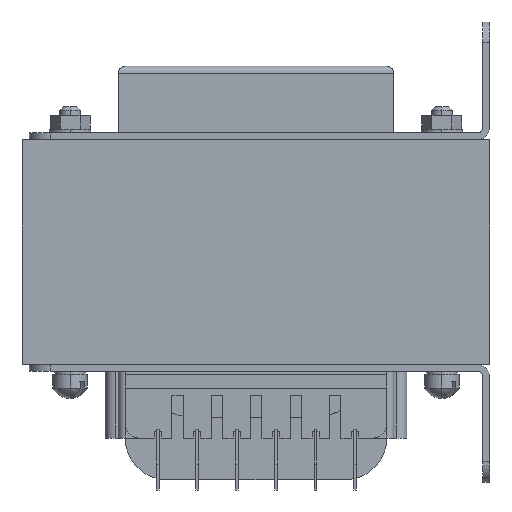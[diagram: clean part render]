
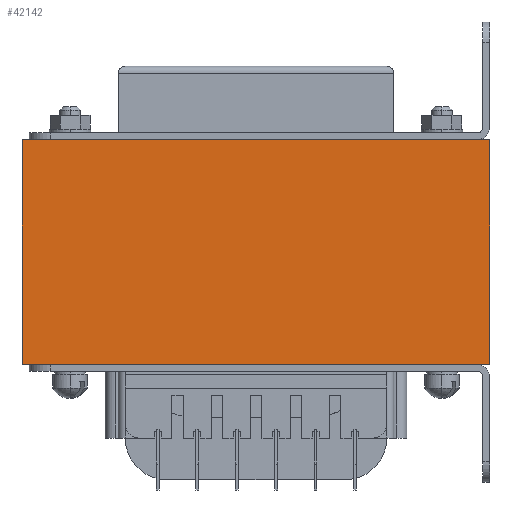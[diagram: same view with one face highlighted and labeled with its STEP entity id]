
A CAD part, left-side view. The second image highlights one B-rep face of the part: STEP entity #42142.
In plain terms, the highlighted planar face has unit normal (-1, 0, 0).
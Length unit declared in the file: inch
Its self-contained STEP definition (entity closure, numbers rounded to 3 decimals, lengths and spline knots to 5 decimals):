
#537 = DIRECTION ( 'NONE',  ( 0., 0., 1. ) ) ;
#1495 = LINE ( 'NONE', #25544, #27448 ) ;
#4839 = CARTESIAN_POINT ( 'NONE',  ( -1.40625, -1.6875, -0.8125 ) ) ;
#6701 = CARTESIAN_POINT ( 'NONE',  ( -1.40625, -1.6875, 0.8125 ) ) ;
#8605 = LINE ( 'NONE', #4839, #24470 ) ;
#8683 = DIRECTION ( 'NONE',  ( 0., -1., 0. ) ) ;
#8917 = FACE_OUTER_BOUND ( 'NONE', #42040, .T. ) ;
#10240 = VERTEX_POINT ( 'NONE', #32807 ) ;
#13019 = LINE ( 'NONE', #15486, #22026 ) ;
#14527 = VERTEX_POINT ( 'NONE', #34507 ) ;
#15297 = DIRECTION ( 'NONE',  ( -1., 0., 0. ) ) ;
#15486 = CARTESIAN_POINT ( 'NONE',  ( -1.40625, 1.6875, 0.8125 ) ) ;
#16235 = ORIENTED_EDGE ( 'NONE', *, *, #22024, .T. ) ;
#17172 = ORIENTED_EDGE ( 'NONE', *, *, #28301, .F. ) ;
#17220 = LINE ( 'NONE', #20818, #35214 ) ;
#18746 = VERTEX_POINT ( 'NONE', #37831 ) ;
#19023 = DIRECTION ( 'NONE',  ( 0., -1., 0. ) ) ;
#20406 = EDGE_CURVE ( 'NONE', #10240, #14527, #1495, .T. ) ;
#20818 = CARTESIAN_POINT ( 'NONE',  ( -1.40625, 1.6875, -0.8125 ) ) ;
#22024 = EDGE_CURVE ( 'NONE', #14527, #33925, #8605, .T. ) ;
#22026 = VECTOR ( 'NONE', #19023, 39.37008 ) ;
#24470 = VECTOR ( 'NONE', #35260, 39.37008 ) ;
#24604 = EDGE_CURVE ( 'NONE', #18746, #33925, #13019, .T. ) ;
#25544 = CARTESIAN_POINT ( 'NONE',  ( -1.40625, 1.6875, -0.8125 ) ) ;
#27448 = VECTOR ( 'NONE', #8683, 39.37008 ) ;
#28301 = EDGE_CURVE ( 'NONE', #10240, #18746, #17220, .T. ) ;
#32807 = CARTESIAN_POINT ( 'NONE',  ( -1.40625, 1.6875, -0.8125 ) ) ;
#33925 = VERTEX_POINT ( 'NONE', #6701 ) ;
#34507 = CARTESIAN_POINT ( 'NONE',  ( -1.40625, -1.6875, -0.8125 ) ) ;
#35214 = VECTOR ( 'NONE', #537, 39.37008 ) ;
#35260 = DIRECTION ( 'NONE',  ( 0., 0., 1. ) ) ;
#35535 = CARTESIAN_POINT ( 'NONE',  ( -1.40625, 1.6875, -0.8125 ) ) ;
#36917 = ORIENTED_EDGE ( 'NONE', *, *, #20406, .T. ) ;
#37831 = CARTESIAN_POINT ( 'NONE',  ( -1.40625, 1.6875, 0.8125 ) ) ;
#38813 = PLANE ( 'NONE',  #40742 ) ;
#38958 = DIRECTION ( 'NONE',  ( 0., 0., 1. ) ) ;
#40742 = AXIS2_PLACEMENT_3D ( 'NONE', #35535, #15297, #38958 ) ;
#41140 = ORIENTED_EDGE ( 'NONE', *, *, #24604, .F. ) ;
#42040 = EDGE_LOOP ( 'NONE', ( #16235, #41140, #17172, #36917 ) ) ;
#42142 = ADVANCED_FACE ( 'NONE', ( #8917 ), #38813, .T. ) ;
